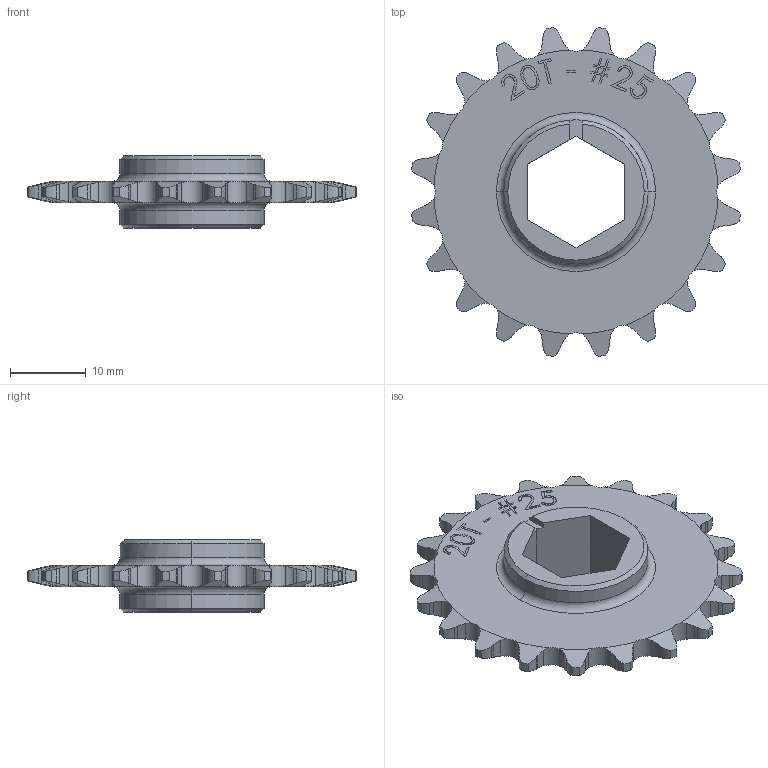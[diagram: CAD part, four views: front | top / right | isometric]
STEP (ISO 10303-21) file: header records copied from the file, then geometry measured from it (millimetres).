
FILE_DESCRIPTION (( 'STEP AP214' ), '1' );
FILE_NAME ('WCP-0580 Rev1.step', '2023-01-03T03:00:43', ( '' ), ( '' ), 'SwSTEP 2.0', 'SolidWorks 2020', '' );
FILE_SCHEMA (( 'AUTOMOTIVE_DESIGN' ));
Length unit declared in the file: inch
Products named in the file (1): WCP-0580 Rev1
Bounding box: 43.5 x 43.5 x 9.53 mm (x, y, z)
Volume: 4023.6 mm3; surface area: 3423.8 mm2
Topology: 1 solids, 1 shells, 335 faces, 961 edges, 638 vertices
Faces by surface type: cylinder 133, plane 124, cone 45, bspline 29, torus 4
Entity records: 13428 total; most frequent: CARTESIAN_POINT 5330, ORIENTED_EDGE 1922, DIRECTION 1332, EDGE_CURVE 961, VERTEX_POINT 638, AXIS2_PLACEMENT_3D 456, LINE 420, VECTOR 420
